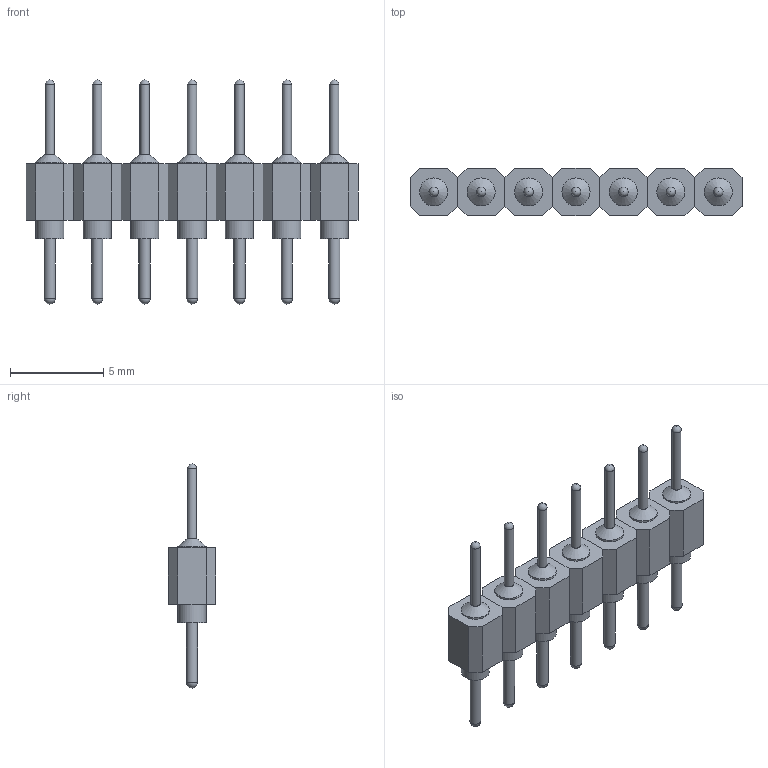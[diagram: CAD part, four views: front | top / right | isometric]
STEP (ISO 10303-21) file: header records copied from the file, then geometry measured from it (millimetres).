
FILE_DESCRIPTION(('FreeCAD Model'),'2;1');
FILE_NAME('Open CASCADE Shape Model','2025-03-21T21:45:12',(''),(''), 'Open CASCADE STEP processor 7.8','FreeCAD','Unknown');
FILE_SCHEMA(('AUTOMOTIVE_DESIGN { 1 0 10303 214 1 1 1 1 }'));
Length unit declared in the file: millimetre
Products named in the file (2): Unnamed; Body
Assembly tree (7 placements, depth 2):
  Unnamed
    Body  x7
Bounding box: 17.78 x 2.54 x 12 mm (x, y, z)
Volume: 152.3 mm3; surface area: 396.8 mm2
Topology: 7 solids, 7 shells, 133 faces, 294 edges, 189 vertices
Faces by surface type: plane 84, cylinder 28, sphere 14, cone 7
Full cylindrical faces by diameter (mm): 0.5 x7, 0.6 x7, 1.5 x14
Entity records: 601 total; most frequent: DIRECTION 105, CARTESIAN_POINT 94, ORIENTED_EDGE 80, EDGE_CURVE 40, AXIS2_PLACEMENT_3D 38, LINE 29, VECTOR 29, VERTEX_POINT 27
